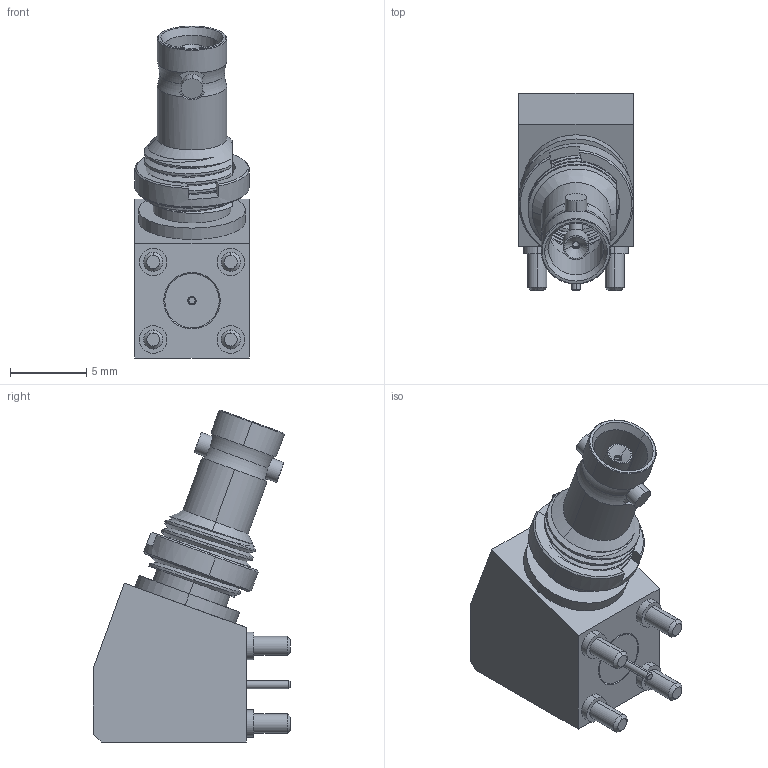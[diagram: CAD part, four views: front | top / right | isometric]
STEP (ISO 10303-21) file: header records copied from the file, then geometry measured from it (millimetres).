
FILE_DESCRIPTION (( 'STEP AP214' ), '1' );
FILE_NAME ('67-492-1-D66.STEP', '2024-07-31T08:29:49', ( '' ), ( '' ), 'SwSTEP 2.0', 'SolidWorks 2023', '' );
FILE_SCHEMA (( 'AUTOMOTIVE_DESIGN' ));
Length unit declared in the file: millimetre
Products named in the file (1): 67-492-1-D66
Bounding box: 7.5 x 12.9 x 21.74 mm (x, y, z)
Surface area: 942.7 mm2 (no closed solid volume)
Topology: 0 solids, 8 shells, 151 faces, 415 edges, 275 vertices
Faces by surface type: cylinder 62, plane 40, cone 26, bspline 17, torus 6
Entity records: 9719 total; most frequent: CARTESIAN_POINT 6126, ORIENTED_EDGE 756, DIRECTION 708, EDGE_CURVE 415, AXIS2_PLACEMENT_3D 286, VERTEX_POINT 275, EDGE_LOOP 167, FACE_OUTER_BOUND 151
